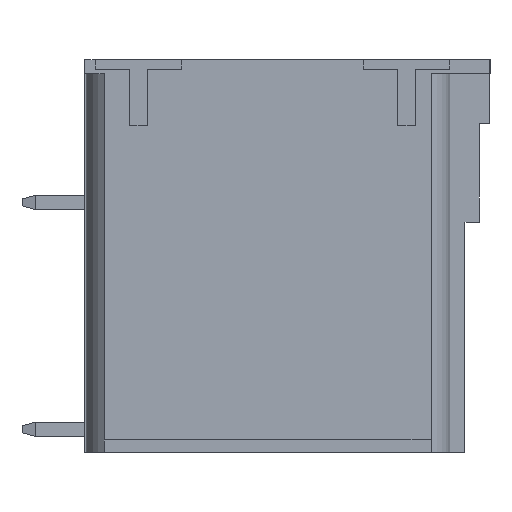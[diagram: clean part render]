
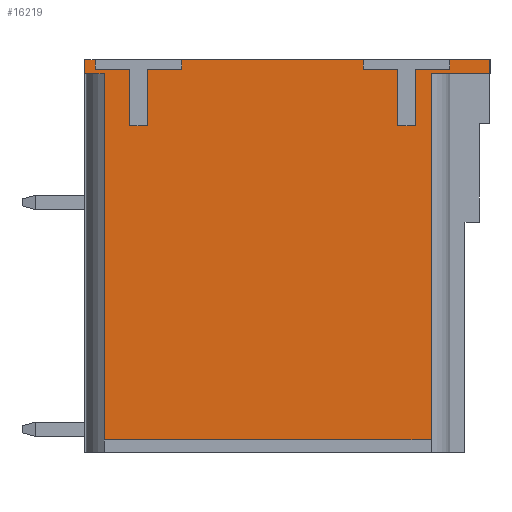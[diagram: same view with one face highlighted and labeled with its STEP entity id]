
A CAD part, left-side view. The second image highlights one B-rep face of the part: STEP entity #16219.
In plain terms, the highlighted planar face has unit normal (-1, 0, 0).
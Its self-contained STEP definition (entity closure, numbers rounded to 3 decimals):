
#3829=ORIENTED_EDGE('',*,*,#4861,.T.);
#3830=ORIENTED_EDGE('',*,*,#5183,.T.);
#3831=ORIENTED_EDGE('',*,*,#6643,.T.);
#3832=ORIENTED_EDGE('',*,*,#6645,.T.);
#3833=ORIENTED_EDGE('',*,*,#6647,.T.);
#3834=ORIENTED_EDGE('',*,*,#6649,.T.);
#3835=ORIENTED_EDGE('',*,*,#6651,.T.);
#3836=ORIENTED_EDGE('',*,*,#6653,.T.);
#3837=ORIENTED_EDGE('',*,*,#6654,.T.);
#3838=ORIENTED_EDGE('',*,*,#5180,.T.);
#3839=ORIENTED_EDGE('',*,*,#6656,.T.);
#3840=ORIENTED_EDGE('',*,*,#6658,.T.);
#3841=ORIENTED_EDGE('',*,*,#6660,.T.);
#3842=ORIENTED_EDGE('',*,*,#6662,.T.);
#3843=ORIENTED_EDGE('',*,*,#6664,.T.);
#3844=ORIENTED_EDGE('',*,*,#6666,.T.);
#3845=ORIENTED_EDGE('',*,*,#6667,.T.);
#3846=ORIENTED_EDGE('',*,*,#5177,.T.);
#3847=ORIENTED_EDGE('',*,*,#4893,.T.);
#3848=ORIENTED_EDGE('',*,*,#4985,.T.);
#3849=ORIENTED_EDGE('',*,*,#6598,.T.);
#3850=ORIENTED_EDGE('',*,*,#6641,.T.);
#3851=ORIENTED_EDGE('',*,*,#6614,.T.);
#3852=ORIENTED_EDGE('',*,*,#4989,.F.);
#4861=EDGE_CURVE('',#7148,#7147,#8637,.T.);
#4893=EDGE_CURVE('',#7180,#7179,#8669,.T.);
#4985=EDGE_CURVE('',#7179,#7259,#8755,.T.);
#4989=EDGE_CURVE('',#7148,#7263,#8758,.T.);
#5177=EDGE_CURVE('',#7442,#7180,#8936,.T.);
#5180=EDGE_CURVE('',#7444,#7443,#8939,.T.);
#5183=EDGE_CURVE('',#7147,#7445,#8942,.T.);
#6598=EDGE_CURVE('',#7259,#8299,#10262,.T.);
#6614=EDGE_CURVE('',#8304,#7263,#10278,.T.);
#6641=EDGE_CURVE('',#8299,#8304,#10303,.T.);
#6643=EDGE_CURVE('',#7445,#8319,#10305,.T.);
#6645=EDGE_CURVE('',#8319,#8320,#10307,.T.);
#6647=EDGE_CURVE('',#8320,#8321,#10309,.T.);
#6649=EDGE_CURVE('',#8321,#8322,#10311,.T.);
#6651=EDGE_CURVE('',#8322,#8323,#10313,.T.);
#6653=EDGE_CURVE('',#8323,#8324,#10315,.T.);
#6654=EDGE_CURVE('',#8324,#7444,#10316,.T.);
#6656=EDGE_CURVE('',#7443,#8325,#10318,.T.);
#6658=EDGE_CURVE('',#8325,#8326,#10320,.T.);
#6660=EDGE_CURVE('',#8326,#8327,#10322,.T.);
#6662=EDGE_CURVE('',#8327,#8328,#10324,.T.);
#6664=EDGE_CURVE('',#8328,#8329,#10326,.T.);
#6666=EDGE_CURVE('',#8329,#8330,#10328,.T.);
#6667=EDGE_CURVE('',#8330,#7442,#10329,.T.);
#7147=VERTEX_POINT('',#21675);
#7148=VERTEX_POINT('',#21677);
#7179=VERTEX_POINT('',#21740);
#7180=VERTEX_POINT('',#21742);
#7259=VERTEX_POINT('',#21923);
#7263=VERTEX_POINT('',#21933);
#7442=VERTEX_POINT('',#22311);
#7443=VERTEX_POINT('',#22314);
#7444=VERTEX_POINT('',#22316);
#7445=VERTEX_POINT('',#22319);
#8299=VERTEX_POINT('',#25162);
#8304=VERTEX_POINT('',#25195);
#8319=VERTEX_POINT('',#25257);
#8320=VERTEX_POINT('',#25261);
#8321=VERTEX_POINT('',#25265);
#8322=VERTEX_POINT('',#25269);
#8323=VERTEX_POINT('',#25273);
#8324=VERTEX_POINT('',#25277);
#8325=VERTEX_POINT('',#25283);
#8326=VERTEX_POINT('',#25287);
#8327=VERTEX_POINT('',#25291);
#8328=VERTEX_POINT('',#25295);
#8329=VERTEX_POINT('',#25299);
#8330=VERTEX_POINT('',#25303);
#8637=LINE('',#21676,#10787);
#8669=LINE('',#21741,#10819);
#8755=LINE('',#21925,#10905);
#8758=LINE('',#21932,#10908);
#8936=LINE('',#22310,#11086);
#8939=LINE('',#22315,#11089);
#8942=LINE('',#22320,#11092);
#10262=LINE('',#25163,#12412);
#10278=LINE('',#25196,#12428);
#10303=LINE('',#25254,#12453);
#10305=LINE('',#25258,#12455);
#10307=LINE('',#25262,#12457);
#10309=LINE('',#25266,#12459);
#10311=LINE('',#25270,#12461);
#10313=LINE('',#25274,#12463);
#10315=LINE('',#25278,#12465);
#10316=LINE('',#25280,#12466);
#10318=LINE('',#25284,#12468);
#10320=LINE('',#25288,#12470);
#10322=LINE('',#25292,#12472);
#10324=LINE('',#25296,#12474);
#10326=LINE('',#25300,#12476);
#10328=LINE('',#25304,#12478);
#10329=LINE('',#25306,#12479);
#10787=VECTOR('',#17551,1000.);
#10819=VECTOR('',#17585,1000.);
#10905=VECTOR('',#17705,1000.);
#10908=VECTOR('',#17712,1000.);
#11086=VECTOR('',#17932,1000.);
#11089=VECTOR('',#17935,1000.);
#11092=VECTOR('',#17938,1000.);
#12412=VECTOR('',#20596,1000.);
#12428=VECTOR('',#20636,1000.);
#12453=VECTOR('',#20699,1000.);
#12455=VECTOR('',#20703,1000.);
#12457=VECTOR('',#20707,1000.);
#12459=VECTOR('',#20711,1000.);
#12461=VECTOR('',#20715,1000.);
#12463=VECTOR('',#20719,1000.);
#12465=VECTOR('',#20723,1000.);
#12466=VECTOR('',#20726,1000.);
#12468=VECTOR('',#20730,1000.);
#12470=VECTOR('',#20734,1000.);
#12472=VECTOR('',#20738,1000.);
#12474=VECTOR('',#20742,1000.);
#12476=VECTOR('',#20746,1000.);
#12478=VECTOR('',#20750,1000.);
#12479=VECTOR('',#20753,1000.);
#13621=EDGE_LOOP('',(#3829,#3830,#3831,#3832,#3833,#3834,#3835,#3836,#3837,
#3838,#3839,#3840,#3841,#3842,#3843,#3844,#3845,#3846,#3847,#3848,#3849,
#3850,#3851,#3852));
#14551=FACE_BOUND('',#13621,.T.);
#15389=PLANE('',#17304);
#16219=ADVANCED_FACE('',(#14551),#15389,.T.);
#17304=AXIS2_PLACEMENT_3D('',#25307,#20754,#20755);
#17551=DIRECTION('',(0.,0.,1.));
#17585=DIRECTION('',(0.,0.,-1.));
#17705=DIRECTION('',(0.,-1.,0.));
#17712=DIRECTION('',(0.,1.,0.));
#17932=DIRECTION('',(0.,1.,0.));
#17935=DIRECTION('',(0.,1.,0.));
#17938=DIRECTION('',(0.,1.,0.));
#20596=DIRECTION('',(0.,0.,-1.));
#20636=DIRECTION('',(0.,0.,1.));
#20699=DIRECTION('',(0.,-1.,0.));
#20703=DIRECTION('',(0.,0.,-1.));
#20707=DIRECTION('',(0.,1.,0.));
#20711=DIRECTION('',(0.,0.,-1.));
#20715=DIRECTION('',(0.,1.,0.));
#20719=DIRECTION('',(0.,0.,1.));
#20723=DIRECTION('',(0.,1.,0.));
#20726=DIRECTION('',(0.,0.,1.));
#20730=DIRECTION('',(0.,0.,-1.));
#20734=DIRECTION('',(0.,1.,0.));
#20738=DIRECTION('',(0.,0.,-1.));
#20742=DIRECTION('',(0.,1.,0.));
#20746=DIRECTION('',(0.,0.,1.));
#20750=DIRECTION('',(0.,1.,0.));
#20753=DIRECTION('',(0.,0.,1.));
#20754=DIRECTION('',(-1.,0.,0.));
#20755=DIRECTION('',(0.,0.,1.));
#21675=CARTESIAN_POINT('',(-14.62,-11.35,0.));
#21676=CARTESIAN_POINT('',(-14.62,-11.35,-1.5));
#21677=CARTESIAN_POINT('',(-14.62,-11.35,-0.8));
#21740=CARTESIAN_POINT('',(-14.62,11.35,-0.8));
#21741=CARTESIAN_POINT('',(-14.62,11.35,0.));
#21742=CARTESIAN_POINT('',(-14.62,11.35,0.));
#21923=CARTESIAN_POINT('',(-14.62,10.25,-0.8));
#21925=CARTESIAN_POINT('',(-14.62,11.35,-0.8));
#21932=CARTESIAN_POINT('',(-14.62,-6.574,-0.8));
#21933=CARTESIAN_POINT('',(-14.62,-8.05,-0.8));
#22310=CARTESIAN_POINT('',(-14.62,10.75,0.));
#22311=CARTESIAN_POINT('',(-14.62,10.75,0.));
#22314=CARTESIAN_POINT('',(-14.62,5.9,0.));
#22315=CARTESIAN_POINT('',(-14.62,-4.25,0.));
#22316=CARTESIAN_POINT('',(-14.62,-4.25,0.));
#22319=CARTESIAN_POINT('',(-14.62,-9.1,0.));
#22320=CARTESIAN_POINT('',(-14.62,-11.35,0.));
#25162=CARTESIAN_POINT('',(-14.62,10.25,-21.3));
#25163=CARTESIAN_POINT('',(-14.62,10.25,-0.8));
#25195=CARTESIAN_POINT('',(-14.62,-8.05,-21.3));
#25196=CARTESIAN_POINT('',(-14.62,-8.05,-0.8));
#25254=CARTESIAN_POINT('',(-14.62,10.25,-21.3));
#25257=CARTESIAN_POINT('',(-14.62,-9.1,-0.55));
#25258=CARTESIAN_POINT('',(-14.62,-9.1,0.));
#25261=CARTESIAN_POINT('',(-14.62,-7.175,-0.55));
#25262=CARTESIAN_POINT('',(-14.62,-9.1,-0.55));
#25265=CARTESIAN_POINT('',(-14.62,-7.175,-3.7));
#25266=CARTESIAN_POINT('',(-14.62,-7.175,-0.55));
#25269=CARTESIAN_POINT('',(-14.62,-6.175,-3.7));
#25270=CARTESIAN_POINT('',(-14.62,-7.175,-3.7));
#25273=CARTESIAN_POINT('',(-14.62,-6.175,-0.55));
#25274=CARTESIAN_POINT('',(-14.62,-6.175,-3.7));
#25277=CARTESIAN_POINT('',(-14.62,-4.25,-0.55));
#25278=CARTESIAN_POINT('',(-14.62,-6.175,-0.55));
#25280=CARTESIAN_POINT('',(-14.62,-4.25,-0.55));
#25283=CARTESIAN_POINT('',(-14.62,5.9,-0.55));
#25284=CARTESIAN_POINT('',(-14.62,5.9,0.));
#25287=CARTESIAN_POINT('',(-14.62,7.825,-0.55));
#25288=CARTESIAN_POINT('',(-14.62,5.9,-0.55));
#25291=CARTESIAN_POINT('',(-14.62,7.825,-3.7));
#25292=CARTESIAN_POINT('',(-14.62,7.825,-0.55));
#25295=CARTESIAN_POINT('',(-14.62,8.825,-3.7));
#25296=CARTESIAN_POINT('',(-14.62,7.825,-3.7));
#25299=CARTESIAN_POINT('',(-14.62,8.825,-0.55));
#25300=CARTESIAN_POINT('',(-14.62,8.825,-3.7));
#25303=CARTESIAN_POINT('',(-14.62,10.75,-0.55));
#25304=CARTESIAN_POINT('',(-14.62,8.825,-0.55));
#25306=CARTESIAN_POINT('',(-14.62,10.75,-0.55));
#25307=CARTESIAN_POINT('',(-14.62,0.,0.));
